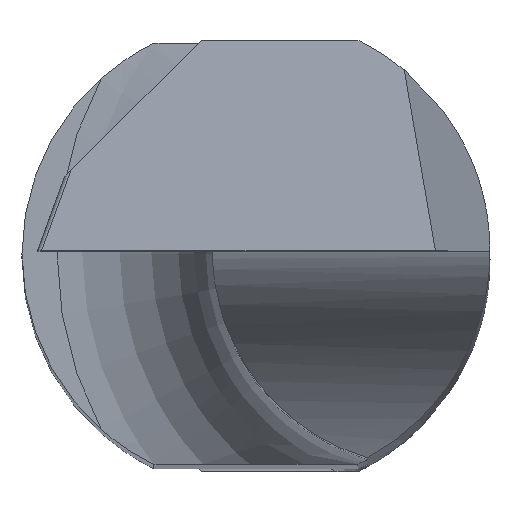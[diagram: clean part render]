
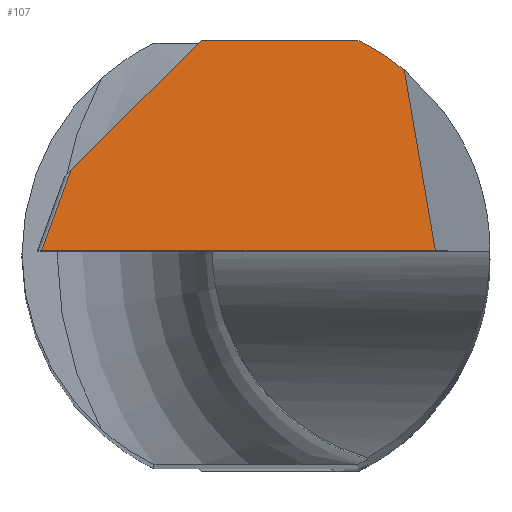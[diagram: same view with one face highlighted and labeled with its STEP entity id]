
A CAD part, top view. The second image highlights one B-rep face of the part: STEP entity #107.
In plain terms, the highlighted planar face has unit normal (0.035, 0.044, 0.998).
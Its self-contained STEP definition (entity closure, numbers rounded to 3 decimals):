
#68=PLANE('',#998);
#107=ADVANCED_FACE('',(#157),#68,.F.);
#157=FACE_OUTER_BOUND('',#199,.T.);
#199=EDGE_LOOP('',(#420,#421,#422,#423,#424,#425));
#229=ELLIPSE('',#973,3.005,3.);
#420=ORIENTED_EDGE('',*,*,#666,.F.);
#421=ORIENTED_EDGE('',*,*,#607,.T.);
#422=ORIENTED_EDGE('',*,*,#665,.T.);
#423=ORIENTED_EDGE('',*,*,#667,.F.);
#424=ORIENTED_EDGE('',*,*,#668,.F.);
#425=ORIENTED_EDGE('',*,*,#652,.T.);
#511=VERTEX_POINT('',#1617);
#512=VERTEX_POINT('',#1619);
#543=VERTEX_POINT('',#1921);
#544=VERTEX_POINT('',#1923);
#552=VERTEX_POINT('',#2094);
#553=VERTEX_POINT('',#2099);
#607=EDGE_CURVE('',#512,#511,#229,.T.);
#652=EDGE_CURVE('',#544,#543,#820,.T.);
#665=EDGE_CURVE('',#511,#552,#826,.T.);
#666=EDGE_CURVE('',#512,#543,#827,.T.);
#667=EDGE_CURVE('',#553,#552,#828,.T.);
#668=EDGE_CURVE('',#544,#553,#829,.T.);
#820=LINE('',#1922,#879);
#826=LINE('',#2095,#885);
#827=LINE('',#2097,#886);
#828=LINE('',#2098,#887);
#829=LINE('',#2100,#888);
#879=VECTOR('',#1148,1.);
#885=VECTOR('',#1158,1.);
#886=VECTOR('',#1161,1.);
#887=VECTOR('',#1162,1.);
#888=VECTOR('',#1163,1.);
#973=AXIS2_PLACEMENT_3D('',#1618,#1092,#1093);
#998=AXIS2_PLACEMENT_3D('',#2101,#1164,#1165);
#1092=DIRECTION('',(0.035,0.044,0.998));
#1093=DIRECTION('',(0.623,0.78,-0.056));
#1148=DIRECTION('',(0.999,0.,-0.035));
#1158=DIRECTION('',(-0.999,0.,0.035));
#1161=DIRECTION('',(0.17,-0.985,0.037));
#1162=DIRECTION('',(0.706,0.706,-0.055));
#1163=DIRECTION('',(0.342,0.938,-0.053));
#1164=DIRECTION('',(-0.035,-0.044,-0.998));
#1165=DIRECTION('',(0.002,-0.999,0.044));
#1617=CARTESIAN_POINT('',(1.308,2.7,37.24));
#1618=CARTESIAN_POINT('',(0.,0.,37.404));
#1619=CARTESIAN_POINT('',(1.9,2.322,37.236));
#1921=CARTESIAN_POINT('',(2.3,0.,37.324));
#1922=CARTESIAN_POINT('',(-2.749,0.,37.5));
#1923=CARTESIAN_POINT('',(-2.749,0.,37.5));
#2094=CARTESIAN_POINT('',(-0.704,2.7,37.311));
#2095=CARTESIAN_POINT('',(1.308,2.7,37.24));
#2097=CARTESIAN_POINT('',(1.9,2.322,37.236));
#2098=CARTESIAN_POINT('',(-2.373,1.031,37.442));
#2099=CARTESIAN_POINT('',(-2.373,1.031,37.442));
#2100=CARTESIAN_POINT('',(-2.749,0.,37.5));
#2101=CARTESIAN_POINT('',(-3.735,2.7,37.416));
